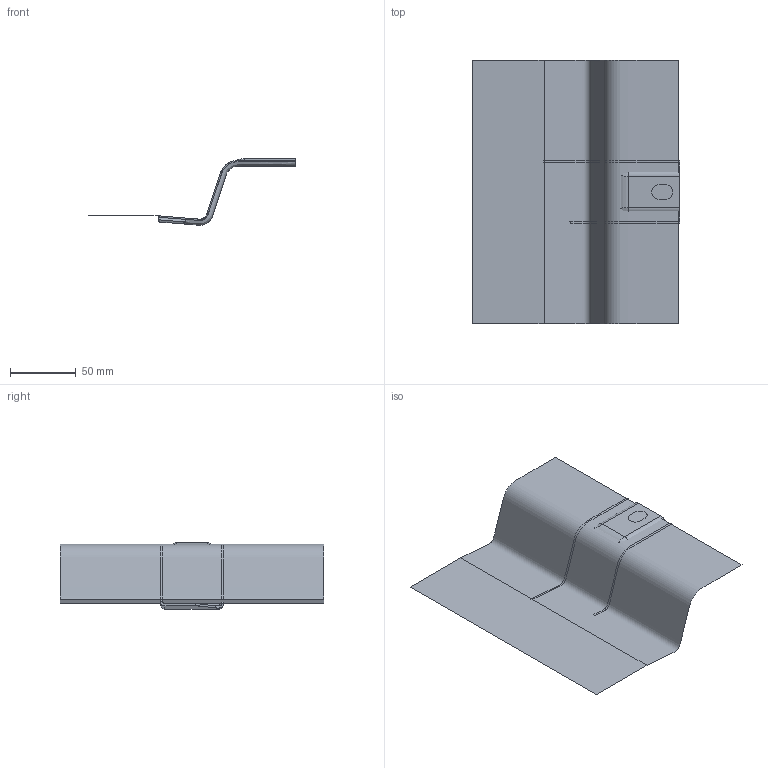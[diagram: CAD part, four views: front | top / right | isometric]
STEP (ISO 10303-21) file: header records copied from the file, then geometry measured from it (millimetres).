
FILE_DESCRIPTION (( 'STEP AP203' ), '1' );
FILE_NAME ('24121690_02_1.STEP', '2021-09-14T13:42:54', ( '' ), ( '' ), 'SwSTEP 2.0', 'SolidWorks 2016', '' );
FILE_SCHEMA (( 'CONFIG_CONTROL_DESIGN' ));
Length unit declared in the file: millimetre
Products named in the file (1): 24121690_02_1
Bounding box: 157.47 x 200 x 50.46 mm (x, y, z)
Surface area: 65144 mm2 (no closed solid volume)
Topology: 0 solids, 4 shells, 157 faces, 414 edges, 255 vertices
Faces by surface type: bspline 69, cylinder 54, plane 34
Entity records: 34773 total; most frequent: CARTESIAN_POINT 31493, ORIENTED_EDGE 763, DIRECTION 484, EDGE_CURVE 406, VERTEX_POINT 255, AXIS2_PLACEMENT_3D 170, EDGE_LOOP 160, B_SPLINE_CURVE_WITH_KNOTS 159
